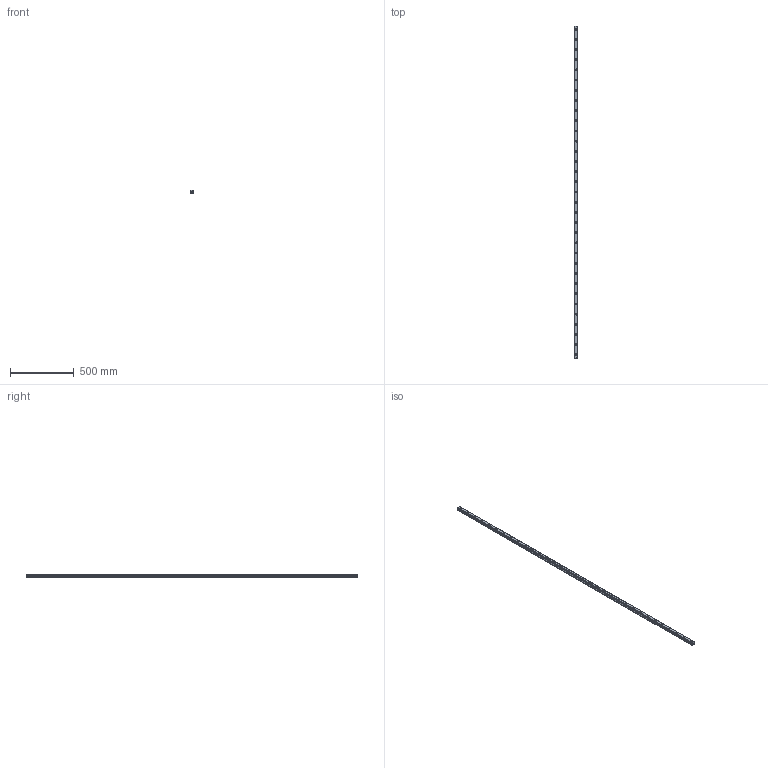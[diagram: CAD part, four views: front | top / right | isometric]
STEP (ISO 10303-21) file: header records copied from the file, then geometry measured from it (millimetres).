
FILE_DESCRIPTION(('STEP AP214'),'1');
FILE_NAME('cctmp_36257467-015E-496D-9BD4-56955E48BE9A_2020_6_29_12_44_52_505..stp','2020-06-29T10:44:52',('HIWIN GmbH'),('CADClick - www.CADClick.com'),'Spatial InterOp 3D',' ','unknown authorization');
FILE_SCHEMA(('AUTOMOTIVE_DESIGN'));
Length unit declared in the file: millimetre
Products named in the file (1): HGR30R2610H_FILE
Bounding box: 28 x 2610 x 26 mm (x, y, z)
Volume: 1517597.9 mm3; surface area: 323942 mm2
Topology: 1 solids, 1 shells, 412 faces, 921 edges, 614 vertices
Faces by surface type: cylinder 220, plane 192
Entity records: 14945 total; most frequent: DIRECTION 2187, CARTESIAN_POINT 1948, ORIENTED_EDGE 1842, EDGE_CURVE 921, AXIS2_PLACEMENT_3D 853, VERTEX_POINT 614, EDGE_LOOP 515, LINE 481
